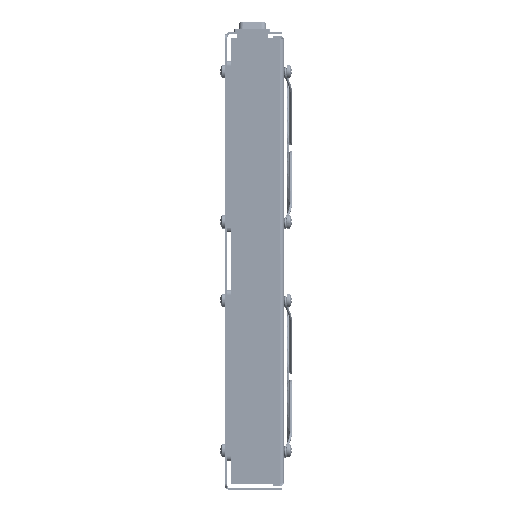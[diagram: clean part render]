
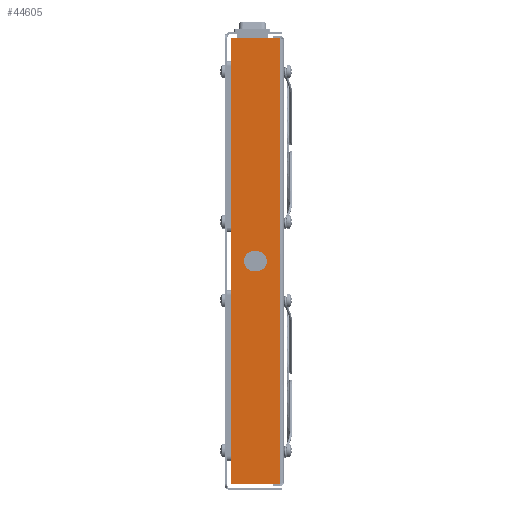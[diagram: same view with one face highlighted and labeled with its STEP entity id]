
A CAD part, left-side view. The second image highlights one B-rep face of the part: STEP entity #44605.
In plain terms, the highlighted planar face has unit normal (-1, 0, 0).
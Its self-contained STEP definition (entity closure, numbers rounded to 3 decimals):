
#865 = VERTEX_POINT ( 'NONE', #23798 ) ;
#956 = LINE ( 'NONE', #12643, #9700 ) ;
#1546 = ORIENTED_EDGE ( 'NONE', *, *, #46208, .T. ) ;
#1693 = DIRECTION ( 'NONE',  ( 1., 0., 0. ) ) ;
#2018 = VERTEX_POINT ( 'NONE', #42361 ) ;
#2056 = CARTESIAN_POINT ( 'NONE',  ( -197.5, 6.5, -156. ) ) ;
#2165 = LINE ( 'NONE', #2056, #13231 ) ;
#2247 = DIRECTION ( 'NONE',  ( 0., 1., 0. ) ) ;
#2943 = DIRECTION ( 'NONE',  ( 0., 1., 0. ) ) ;
#4057 = ORIENTED_EDGE ( 'NONE', *, *, #20892, .T. ) ;
#4132 = EDGE_CURVE ( 'NONE', #31171, #43729, #2165, .T. ) ;
#4950 = CARTESIAN_POINT ( 'NONE',  ( -197.5, 35.5, -156. ) ) ;
#5533 = ORIENTED_EDGE ( 'NONE', *, *, #24881, .F. ) ;
#5624 = CIRCLE ( 'NONE', #25156, 7. ) ;
#6105 = DIRECTION ( 'NONE',  ( 0., -1., 0. ) ) ;
#7048 = VERTEX_POINT ( 'NONE', #47611 ) ;
#7060 = DIRECTION ( 'NONE',  ( 1., 0., 0. ) ) ;
#7152 = CARTESIAN_POINT ( 'NONE',  ( -197.5, 6.5, -156. ) ) ;
#8854 = CARTESIAN_POINT ( 'NONE',  ( -197.5, 17.5, -7. ) ) ;
#9010 = ORIENTED_EDGE ( 'NONE', *, *, #47159, .T. ) ;
#9700 = VECTOR ( 'NONE', #16443, 1000. ) ;
#10637 = PLANE ( 'NONE',  #21982 ) ;
#11304 = VECTOR ( 'NONE', #43778, 1000. ) ;
#11893 = ORIENTED_EDGE ( 'NONE', *, *, #26238, .T. ) ;
#12240 = CARTESIAN_POINT ( 'NONE',  ( -197.5, 17.5, 7. ) ) ;
#12440 = LINE ( 'NONE', #47043, #32398 ) ;
#12495 = LINE ( 'NONE', #42864, #31270 ) ;
#12643 = CARTESIAN_POINT ( 'NONE',  ( -197.5, 1.5, -156. ) ) ;
#13231 = VECTOR ( 'NONE', #28178, 1000. ) ;
#13388 = VERTEX_POINT ( 'NONE', #8854 ) ;
#13826 = FACE_OUTER_BOUND ( 'NONE', #47562, .T. ) ;
#14057 = VERTEX_POINT ( 'NONE', #37508 ) ;
#14422 = EDGE_CURVE ( 'NONE', #39807, #19786, #17556, .T. ) ;
#14678 = AXIS2_PLACEMENT_3D ( 'NONE', #47720, #25292, #2943 ) ;
#16443 = DIRECTION ( 'NONE',  ( 0., 0., -1. ) ) ;
#17228 = CARTESIAN_POINT ( 'NONE',  ( -197.5, 19.5, 7. ) ) ;
#17556 = LINE ( 'NONE', #17228, #27457 ) ;
#18022 = ORIENTED_EDGE ( 'NONE', *, *, #24187, .T. ) ;
#18420 = LINE ( 'NONE', #31121, #27165 ) ;
#18597 = EDGE_LOOP ( 'NONE', ( #11893, #26986, #22498, #1546, #4057 ) ) ;
#18742 = LINE ( 'NONE', #45504, #38649 ) ;
#19786 = VERTEX_POINT ( 'NONE', #12240 ) ;
#19890 = CARTESIAN_POINT ( 'NONE',  ( -197.5, 10.5, 0. ) ) ;
#20892 = EDGE_CURVE ( 'NONE', #13388, #14057, #18742, .T. ) ;
#21350 = CARTESIAN_POINT ( 'NONE',  ( -197.5, 6.5, -155.929 ) ) ;
#21982 = AXIS2_PLACEMENT_3D ( 'NONE', #25645, #7060, #33231 ) ;
#22151 = DIRECTION ( 'NONE',  ( 1., 0., 0. ) ) ;
#22498 = ORIENTED_EDGE ( 'NONE', *, *, #45283, .T. ) ;
#23798 = CARTESIAN_POINT ( 'NONE',  ( -197.5, 35.5, 155.929 ) ) ;
#24059 = CARTESIAN_POINT ( 'NONE',  ( -197.5, 17.5, 0. ) ) ;
#24187 = EDGE_CURVE ( 'NONE', #43729, #7048, #18420, .T. ) ;
#24881 = EDGE_CURVE ( 'NONE', #43300, #7048, #41169, .T. ) ;
#24951 = CARTESIAN_POINT ( 'NONE',  ( -197.5, 1.5, -155.929 ) ) ;
#24973 = ORIENTED_EDGE ( 'NONE', *, *, #26621, .F. ) ;
#25156 = AXIS2_PLACEMENT_3D ( 'NONE', #44619, #22151, #48351 ) ;
#25292 = DIRECTION ( 'NONE',  ( 1., 0., 0. ) ) ;
#25498 = AXIS2_PLACEMENT_3D ( 'NONE', #24059, #1693, #27806 ) ;
#25645 = CARTESIAN_POINT ( 'NONE',  ( -197.5, 6.5, -156. ) ) ;
#25740 = ORIENTED_EDGE ( 'NONE', *, *, #27780, .T. ) ;
#26238 = EDGE_CURVE ( 'NONE', #14057, #39807, #38134, .T. ) ;
#26621 = EDGE_CURVE ( 'NONE', #2018, #43300, #956, .T. ) ;
#26815 = DIRECTION ( 'NONE',  ( 0., 1., 0. ) ) ;
#26986 = ORIENTED_EDGE ( 'NONE', *, *, #14422, .T. ) ;
#27165 = VECTOR ( 'NONE', #34890, 1000. ) ;
#27193 = CARTESIAN_POINT ( 'NONE',  ( -197.5, 19.5, 7. ) ) ;
#27457 = VECTOR ( 'NONE', #6105, 1000. ) ;
#27780 = EDGE_CURVE ( 'NONE', #865, #31171, #12495, .T. ) ;
#27806 = DIRECTION ( 'NONE',  ( 0., 1., 0. ) ) ;
#28178 = DIRECTION ( 'NONE',  ( 0., -1., 0. ) ) ;
#28938 = CIRCLE ( 'NONE', #25498, 7. ) ;
#31121 = CARTESIAN_POINT ( 'NONE',  ( -197.5, 6.5, 155.929 ) ) ;
#31171 = VERTEX_POINT ( 'NONE', #4950 ) ;
#31270 = VECTOR ( 'NONE', #46613, 1000. ) ;
#32398 = VECTOR ( 'NONE', #2247, 1000. ) ;
#33231 = DIRECTION ( 'NONE',  ( 0., 1., 0. ) ) ;
#34890 = DIRECTION ( 'NONE',  ( 0., 0., 1. ) ) ;
#37508 = CARTESIAN_POINT ( 'NONE',  ( -197.5, 19.5, -7. ) ) ;
#38134 = CIRCLE ( 'NONE', #14678, 7. ) ;
#38649 = VECTOR ( 'NONE', #26815, 1000. ) ;
#39039 = ORIENTED_EDGE ( 'NONE', *, *, #4132, .T. ) ;
#39807 = VERTEX_POINT ( 'NONE', #27193 ) ;
#41169 = LINE ( 'NONE', #21350, #11304 ) ;
#41351 = FACE_BOUND ( 'NONE', #18597, .T. ) ;
#42361 = CARTESIAN_POINT ( 'NONE',  ( -197.5, 1.5, 155.929 ) ) ;
#42864 = CARTESIAN_POINT ( 'NONE',  ( -197.5, 35.5, -156. ) ) ;
#43300 = VERTEX_POINT ( 'NONE', #24951 ) ;
#43729 = VERTEX_POINT ( 'NONE', #7152 ) ;
#43778 = DIRECTION ( 'NONE',  ( 0., 1., 0. ) ) ;
#44605 = ADVANCED_FACE ( 'NONE', ( #13826, #41351 ), #10637, .F. ) ;
#44619 = CARTESIAN_POINT ( 'NONE',  ( -197.5, 17.5, 0. ) ) ;
#45283 = EDGE_CURVE ( 'NONE', #19786, #47048, #5624, .T. ) ;
#45504 = CARTESIAN_POINT ( 'NONE',  ( -197.5, 19.5, -7. ) ) ;
#46208 = EDGE_CURVE ( 'NONE', #47048, #13388, #28938, .T. ) ;
#46613 = DIRECTION ( 'NONE',  ( 0., 0., -1. ) ) ;
#47043 = CARTESIAN_POINT ( 'NONE',  ( -197.5, 6.5, 155.929 ) ) ;
#47048 = VERTEX_POINT ( 'NONE', #19890 ) ;
#47159 = EDGE_CURVE ( 'NONE', #2018, #865, #12440, .T. ) ;
#47562 = EDGE_LOOP ( 'NONE', ( #24973, #9010, #25740, #39039, #18022, #5533 ) ) ;
#47611 = CARTESIAN_POINT ( 'NONE',  ( -197.5, 6.5, -155.929 ) ) ;
#47720 = CARTESIAN_POINT ( 'NONE',  ( -197.5, 19.5, 0. ) ) ;
#48351 = DIRECTION ( 'NONE',  ( 0., 1., 0. ) ) ;
